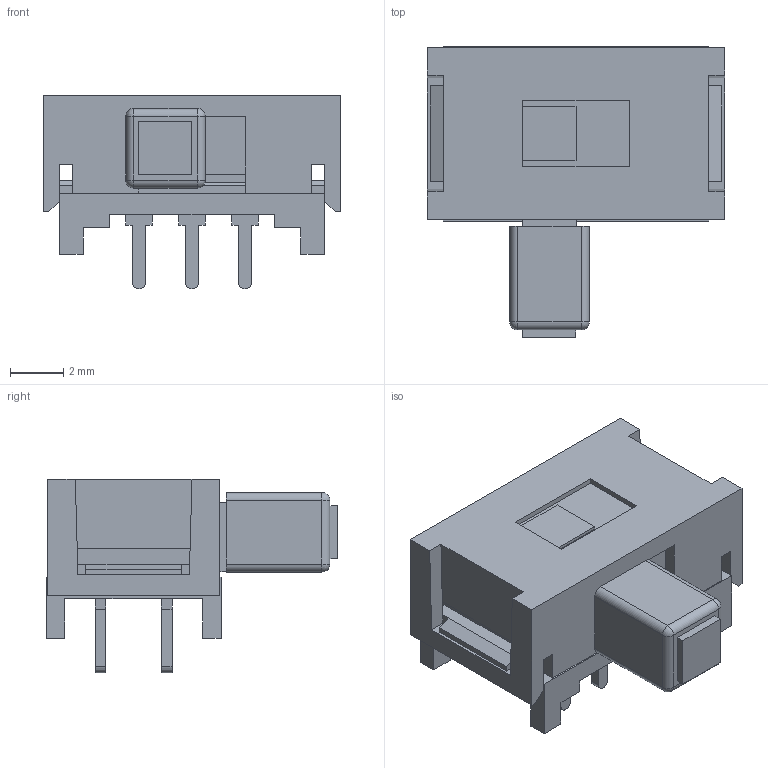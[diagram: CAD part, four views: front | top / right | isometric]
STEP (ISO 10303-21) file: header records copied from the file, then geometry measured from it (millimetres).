
FILE_DESCRIPTION(/* description */ (''),/* implementation_level */ '2;1');
FILE_NAME(/* name */ 'EG2214.stp',/* time_stamp */ '2022-07-06T08:02:24-05:00',/* author */ ('mwilliams'),/* organization */ (''),/* preprocessor_version */ 'ST-DEVELOPER v18',/* originating_system */ 'Autodesk Inventor 2020',/* authorisation */ '');
FILE_SCHEMA (('AUTOMOTIVE_DESIGN { 1 0 10303 214 3 1 1 }'));
Length unit declared in the file: millimetre
Products named in the file (1): EG2214
Bounding box: 11.2 x 11 x 7.3 mm (x, y, z)
Volume: 340.6 mm3; surface area: 571.1 mm2
Topology: 1 solids, 1 shells, 220 faces, 626 edges, 404 vertices
Faces by surface type: plane 196, cylinder 20, sphere 4
Entity records: 7126 total; most frequent: ORIENTED_EDGE 1252, CARTESIAN_POINT 1251, DIRECTION 1108, EDGE_CURVE 626, LINE 586, VECTOR 586, VERTEX_POINT 404, AXIS2_PLACEMENT_3D 261
